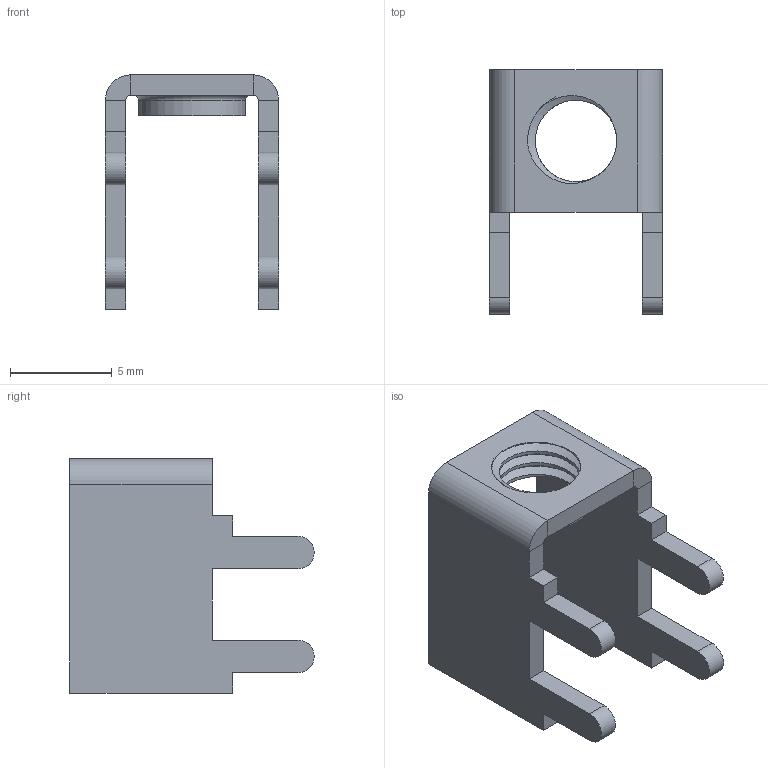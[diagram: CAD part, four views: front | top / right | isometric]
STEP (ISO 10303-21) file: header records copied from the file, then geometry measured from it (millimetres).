
FILE_DESCRIPTION (( 'STEP AP214' ), '1' );
FILE_NAME ('SCRTM4RA.STEP', '2020-10-20T10:54:29', ( '' ), ( '' ), 'SwSTEP 2.0', 'SolidWorks 2017', '' );
FILE_SCHEMA (( 'AUTOMOTIVE_DESIGN' ));
Length unit declared in the file: millimetre
Products named in the file (1): SCRTM4RA
Bounding box: 8.5 x 12 x 11.5 mm (x, y, z)
Volume: 229.2 mm3; surface area: 612.3 mm2
Topology: 1 solids, 1 shells, 58 faces, 147 edges, 92 vertices
Faces by surface type: plane 35, cylinder 18, bspline 3, torus 2
Entity records: 2870 total; most frequent: CARTESIAN_POINT 1480, ORIENTED_EDGE 294, DIRECTION 265, EDGE_CURVE 147, LINE 97, VECTOR 97, VERTEX_POINT 92, AXIS2_PLACEMENT_3D 84
